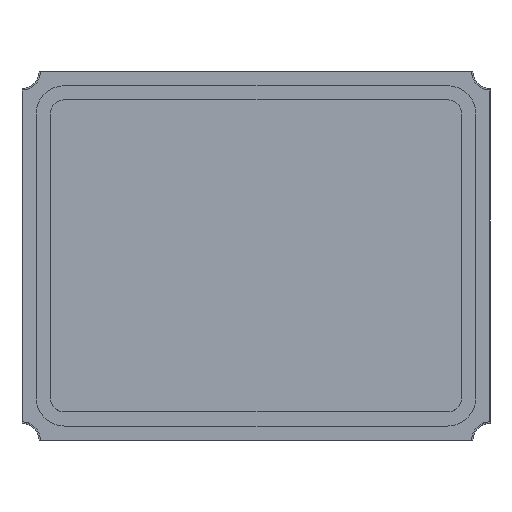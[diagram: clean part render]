
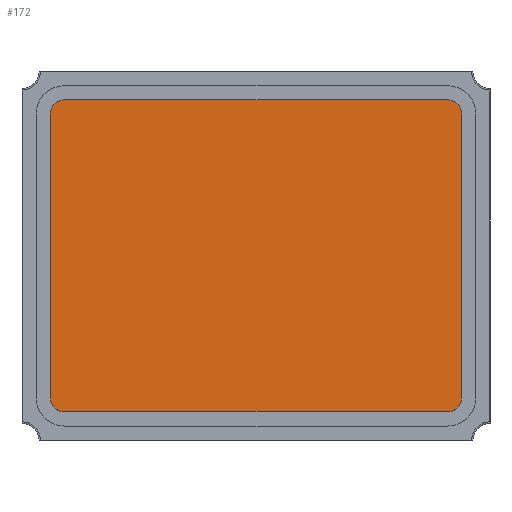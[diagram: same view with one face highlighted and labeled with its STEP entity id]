
A CAD part, top view. The second image highlights one B-rep face of the part: STEP entity #172.
In plain terms, the highlighted planar face has unit normal (0, 0, 1).
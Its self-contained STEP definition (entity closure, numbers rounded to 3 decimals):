
#3 = CARTESIAN_POINT ( 'NONE',  ( -1.35, -1., 0.8 ) ) ;
#5 = DIRECTION ( 'NONE',  ( -1., 0., 0. ) ) ;
#16 = EDGE_CURVE ( 'NONE', #840, #963, #546, .T. ) ;
#20 = DIRECTION ( 'NONE',  ( 0., 0., 1. ) ) ;
#43 = EDGE_CURVE ( 'NONE', #675, #845, #355, .T. ) ;
#77 = CARTESIAN_POINT ( 'NONE',  ( -1.45, -1., 0.8 ) ) ;
#153 = DIRECTION ( 'NONE',  ( 1., 0., 0. ) ) ;
#157 = ORIENTED_EDGE ( 'NONE', *, *, #372, .T. ) ;
#163 = CIRCLE ( 'NONE', #1383, 0.1 ) ;
#172 = ADVANCED_FACE ( 'NONE', ( #940 ), #1537, .T. ) ;
#177 = DIRECTION ( 'NONE',  ( 0., -1., 0. ) ) ;
#333 = CARTESIAN_POINT ( 'NONE',  ( 1.35, -1., 0.8 ) ) ;
#354 = EDGE_CURVE ( 'NONE', #845, #1307, #592, .T. ) ;
#355 = LINE ( 'NONE', #1432, #361 ) ;
#358 = ORIENTED_EDGE ( 'NONE', *, *, #1558, .T. ) ;
#361 = VECTOR ( 'NONE', #462, 1000. ) ;
#372 = EDGE_CURVE ( 'NONE', #963, #1372, #163, .T. ) ;
#438 = AXIS2_PLACEMENT_3D ( 'NONE', #577, #1066, #606 ) ;
#462 = DIRECTION ( 'NONE',  ( 0., 1., 0. ) ) ;
#480 = EDGE_LOOP ( 'NONE', ( #1448, #1037, #1482, #721, #658, #358, #1144, #157 ) ) ;
#546 = LINE ( 'NONE', #77, #614 ) ;
#577 = CARTESIAN_POINT ( 'NONE',  ( 1.35, 1., 0.8 ) ) ;
#588 = DIRECTION ( 'NONE',  ( -1., 0., 0. ) ) ;
#592 = CIRCLE ( 'NONE', #438, 0.1 ) ;
#606 = DIRECTION ( 'NONE',  ( -1., 0., 0. ) ) ;
#614 = VECTOR ( 'NONE', #177, 1000. ) ;
#656 = CARTESIAN_POINT ( 'NONE',  ( -1.45, -1., 0.8 ) ) ;
#658 = ORIENTED_EDGE ( 'NONE', *, *, #1138, .T. ) ;
#675 = VERTEX_POINT ( 'NONE', #923 ) ;
#721 = ORIENTED_EDGE ( 'NONE', *, *, #354, .T. ) ;
#775 = VERTEX_POINT ( 'NONE', #906 ) ;
#810 = CARTESIAN_POINT ( 'NONE',  ( 1.45, 1., 0.8 ) ) ;
#816 = DIRECTION ( 'NONE',  ( 0., 0., 1. ) ) ;
#840 = VERTEX_POINT ( 'NONE', #1278 ) ;
#845 = VERTEX_POINT ( 'NONE', #810 ) ;
#873 = VECTOR ( 'NONE', #588, 1000. ) ;
#879 = AXIS2_PLACEMENT_3D ( 'NONE', #333, #816, #1434 ) ;
#906 = CARTESIAN_POINT ( 'NONE',  ( -1.35, 1.1, 0.8 ) ) ;
#923 = CARTESIAN_POINT ( 'NONE',  ( 1.45, -1., 0.8 ) ) ;
#940 = FACE_OUTER_BOUND ( 'NONE', #480, .T. ) ;
#963 = VERTEX_POINT ( 'NONE', #656 ) ;
#997 = DIRECTION ( 'NONE',  ( -1., 0., 0. ) ) ;
#1037 = ORIENTED_EDGE ( 'NONE', *, *, #1567, .T. ) ;
#1058 = AXIS2_PLACEMENT_3D ( 'NONE', #1061, #1426, #5 ) ;
#1061 = CARTESIAN_POINT ( 'NONE',  ( -1.35, 1., 0.8 ) ) ;
#1066 = DIRECTION ( 'NONE',  ( 0., 0., 1. ) ) ;
#1113 = CIRCLE ( 'NONE', #1058, 0.1 ) ;
#1138 = EDGE_CURVE ( 'NONE', #1307, #775, #1445, .T. ) ;
#1144 = ORIENTED_EDGE ( 'NONE', *, *, #16, .T. ) ;
#1186 = CARTESIAN_POINT ( 'NONE',  ( 0., 0., 0.8 ) ) ;
#1204 = EDGE_CURVE ( 'NONE', #1372, #1493, #1249, .T. ) ;
#1221 = CARTESIAN_POINT ( 'NONE',  ( -1.35, 1.1, 0.8 ) ) ;
#1249 = LINE ( 'NONE', #1375, #1484 ) ;
#1255 = CARTESIAN_POINT ( 'NONE',  ( -1.35, -1.1, 0.8 ) ) ;
#1261 = AXIS2_PLACEMENT_3D ( 'NONE', #1186, #1419, #1425 ) ;
#1278 = CARTESIAN_POINT ( 'NONE',  ( -1.45, 1., 0.8 ) ) ;
#1307 = VERTEX_POINT ( 'NONE', #1578 ) ;
#1363 = CARTESIAN_POINT ( 'NONE',  ( 1.35, -1.1, 0.8 ) ) ;
#1372 = VERTEX_POINT ( 'NONE', #1255 ) ;
#1375 = CARTESIAN_POINT ( 'NONE',  ( -1.35, -1.1, 0.8 ) ) ;
#1383 = AXIS2_PLACEMENT_3D ( 'NONE', #3, #20, #997 ) ;
#1419 = DIRECTION ( 'NONE',  ( 0., 0., 1. ) ) ;
#1425 = DIRECTION ( 'NONE',  ( 1., 0., 0. ) ) ;
#1426 = DIRECTION ( 'NONE',  ( 0., 0., 1. ) ) ;
#1432 = CARTESIAN_POINT ( 'NONE',  ( 1.45, -1., 0.8 ) ) ;
#1434 = DIRECTION ( 'NONE',  ( 1., 0., 0. ) ) ;
#1445 = LINE ( 'NONE', #1221, #873 ) ;
#1448 = ORIENTED_EDGE ( 'NONE', *, *, #1204, .T. ) ;
#1482 = ORIENTED_EDGE ( 'NONE', *, *, #43, .T. ) ;
#1484 = VECTOR ( 'NONE', #153, 1000. ) ;
#1493 = VERTEX_POINT ( 'NONE', #1363 ) ;
#1537 = PLANE ( 'NONE',  #1261 ) ;
#1548 = CIRCLE ( 'NONE', #879, 0.1 ) ;
#1558 = EDGE_CURVE ( 'NONE', #775, #840, #1113, .T. ) ;
#1567 = EDGE_CURVE ( 'NONE', #1493, #675, #1548, .T. ) ;
#1578 = CARTESIAN_POINT ( 'NONE',  ( 1.35, 1.1, 0.8 ) ) ;
